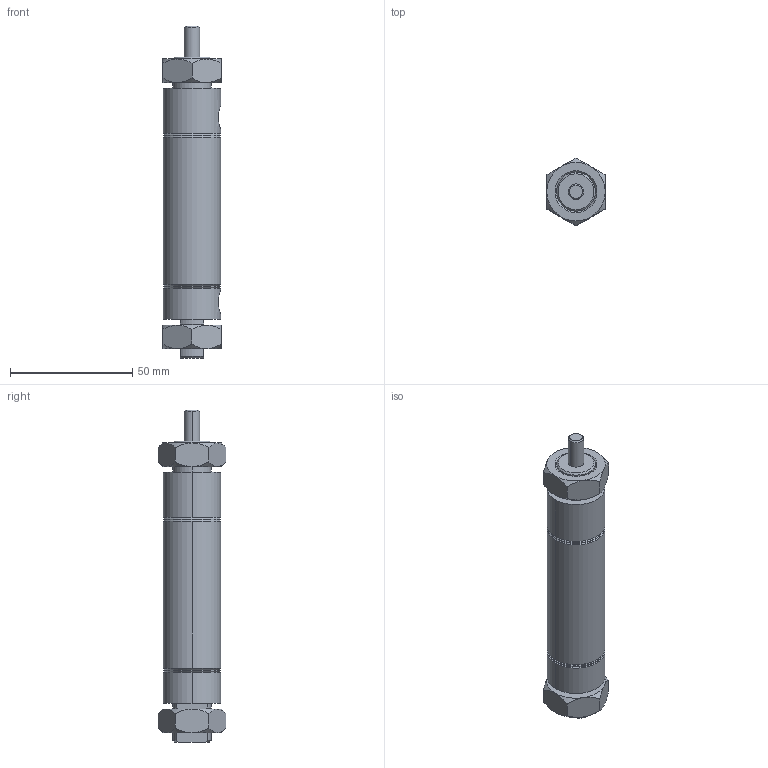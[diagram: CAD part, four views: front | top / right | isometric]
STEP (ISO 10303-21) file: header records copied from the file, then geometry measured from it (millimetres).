
FILE_DESCRIPTION (( 'STEP AP214' ), '1' );
FILE_NAME ('A14010DD.step', '2017-04-04T20:59:11', ( '' ), ( '' ), 'SwSTEP 2.0', 'SolidWorks 2017', '' );
FILE_SCHEMA (( 'AUTOMOTIVE_DESIGN' ));
Length unit declared in the file: inch
Products named in the file (4): A14010DD_Mounting Nut_D-9; A14010DD-Rod; A14010DD-MainBody; A14010DD
Assembly tree (4 placements, depth 2):
  A14010DD
    A14010DD-MainBody
    A14010DD-Rod
    A14010DD_Mounting Nut_D-9  x2
Bounding box: 23.88 x 27.57 x 135.64 mm (x, y, z)
Volume: 41542.9 mm3; surface area: 21182.6 mm2
Topology: 4 solids, 4 shells, 137 faces, 303 edges, 183 vertices
Faces by surface type: cone 60, cylinder 38, plane 35, torus 4
Entity records: 3613 total; most frequent: CARTESIAN_POINT 974, DIRECTION 547, ORIENTED_EDGE 490, EDGE_CURVE 245, AXIS2_PLACEMENT_3D 234, VERTEX_POINT 151, EDGE_LOOP 128, CIRCLE 116
